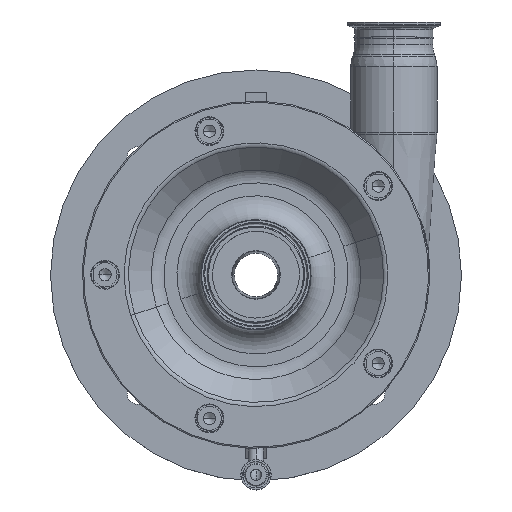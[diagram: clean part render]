
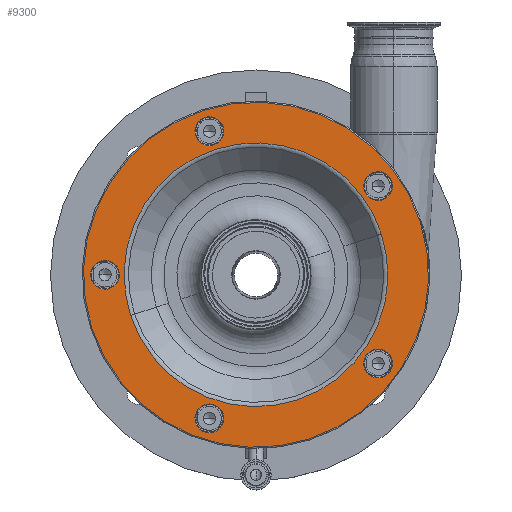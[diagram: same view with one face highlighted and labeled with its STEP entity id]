
A CAD part, top view. The second image highlights one B-rep face of the part: STEP entity #9300.
In plain terms, the highlighted planar face has unit normal (0, 0, 1).
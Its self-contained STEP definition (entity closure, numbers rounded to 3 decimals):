
#68 = AXIS2_PLACEMENT_3D ( 'NONE', #15521, #1301, #4140 ) ;
#275 = CIRCLE ( 'NONE', #5439, 12. ) ;
#420 = DIRECTION ( 'NONE',  ( 0., 0., 1. ) ) ;
#869 = CARTESIAN_POINT ( 'NONE',  ( 90.523, -77.769, 326.5 ) ) ;
#1028 = DIRECTION ( 'NONE',  ( 0., 0., 1. ) ) ;
#1050 = CARTESIAN_POINT ( 'NONE',  ( -114.587, 3.708, 326.5 ) ) ;
#1170 = ORIENTED_EDGE ( 'NONE', *, *, #9482, .F. ) ;
#1236 = EDGE_CURVE ( 'NONE', #5676, #5491, #17472, .T. ) ;
#1240 = VERTEX_POINT ( 'NONE', #16999 ) ;
#1255 = DIRECTION ( 'NONE',  ( 0., 0., -1. ) ) ;
#1301 = DIRECTION ( 'NONE',  ( 0., 0., 1. ) ) ;
#1344 = EDGE_CURVE ( 'NONE', #18595, #1240, #10281, .T. ) ;
#1407 = CIRCLE ( 'NONE', #11921, 110.071 ) ;
#1410 = DIRECTION ( 'NONE',  ( 0.951, 0.309, 0. ) ) ;
#1439 = EDGE_LOOP ( 'NONE', ( #5408, #8674 ) ) ;
#1461 = CARTESIAN_POINT ( 'NONE',  ( -137.413, -3.708, 326.5 ) ) ;
#1471 = CIRCLE ( 'NONE', #5122, 12. ) ;
#1514 = CARTESIAN_POINT ( 'NONE',  ( -44.498, 136.952, 326.5 ) ) ;
#1605 = FACE_BOUND ( 'NONE', #16546, .T. ) ;
#1729 = EDGE_CURVE ( 'NONE', #3615, #18327, #9714, .T. ) ;
#1788 = CIRCLE ( 'NONE', #18027, 144. ) ;
#1923 = ORIENTED_EDGE ( 'NONE', *, *, #7839, .F. ) ;
#2283 = VERTEX_POINT ( 'NONE', #2843 ) ;
#2767 = DIRECTION ( 'NONE',  ( -0.951, -0.309, 0. ) ) ;
#2843 = CARTESIAN_POINT ( 'NONE',  ( 104.684, 34.014, 326.5 ) ) ;
#2948 = PLANE ( 'NONE',  #14590 ) ;
#3037 = FACE_BOUND ( 'NONE', #7817, .T. ) ;
#3273 = DIRECTION ( 'NONE',  ( 0.951, 0.309, 0. ) ) ;
#3316 = VERTEX_POINT ( 'NONE', #17242 ) ;
#3400 = AXIS2_PLACEMENT_3D ( 'NONE', #12076, #420, #11976 ) ;
#3482 = DIRECTION ( 'NONE',  ( 0., 0., 1. ) ) ;
#3615 = VERTEX_POINT ( 'NONE', #11386 ) ;
#3983 = CARTESIAN_POINT ( 'NONE',  ( -27.523, 123.541, 326.5 ) ) ;
#4056 = DIRECTION ( 'NONE',  ( 0.951, 0.309, 0. ) ) ;
#4101 = CARTESIAN_POINT ( 'NONE',  ( -38.936, 119.833, 326.5 ) ) ;
#4140 = DIRECTION ( 'NONE',  ( 0.951, 0.309, 0. ) ) ;
#4186 = FACE_BOUND ( 'NONE', #8923, .T. ) ;
#4222 = EDGE_CURVE ( 'NONE', #12959, #4248, #7261, .T. ) ;
#4248 = VERTEX_POINT ( 'NONE', #18281 ) ;
#4272 = CIRCLE ( 'NONE', #8178, 12. ) ;
#4305 = AXIS2_PLACEMENT_3D ( 'NONE', #10801, #5090, #13513 ) ;
#4559 = FACE_BOUND ( 'NONE', #7696, .T. ) ;
#4671 = CARTESIAN_POINT ( 'NONE',  ( 0., 0., 326.5 ) ) ;
#4679 = ORIENTED_EDGE ( 'NONE', *, *, #10468, .F. ) ;
#4888 = AXIS2_PLACEMENT_3D ( 'NONE', #7535, #10322, #3273 ) ;
#5053 = DIRECTION ( 'NONE',  ( 0., 0., 1. ) ) ;
#5090 = DIRECTION ( 'NONE',  ( 0., 0., 1. ) ) ;
#5097 = CARTESIAN_POINT ( 'NONE',  ( 0., 0., 326.5 ) ) ;
#5114 = ORIENTED_EDGE ( 'NONE', *, *, #6372, .F. ) ;
#5122 = AXIS2_PLACEMENT_3D ( 'NONE', #8764, #11577, #1410 ) ;
#5143 = ORIENTED_EDGE ( 'NONE', *, *, #1236, .F. ) ;
#5353 = DIRECTION ( 'NONE',  ( 0., 0., 1. ) ) ;
#5408 = ORIENTED_EDGE ( 'NONE', *, *, #10068, .F. ) ;
#5439 = AXIS2_PLACEMENT_3D ( 'NONE', #13055, #5969, #10245 ) ;
#5491 = VERTEX_POINT ( 'NONE', #11164 ) ;
#5503 = DIRECTION ( 'NONE',  ( 0.951, 0.309, 0. ) ) ;
#5676 = VERTEX_POINT ( 'NONE', #869 ) ;
#5938 = CARTESIAN_POINT ( 'NONE',  ( 0., 0., 326.5 ) ) ;
#5969 = DIRECTION ( 'NONE',  ( 0., 0., 1. ) ) ;
#6057 = AXIS2_PLACEMENT_3D ( 'NONE', #4101, #5353, #6860 ) ;
#6372 = EDGE_CURVE ( 'NONE', #18327, #3615, #12965, .T. ) ;
#6633 = CARTESIAN_POINT ( 'NONE',  ( -38.936, 119.833, 326.5 ) ) ;
#6860 = DIRECTION ( 'NONE',  ( 0.951, 0.309, 0. ) ) ;
#6923 = CARTESIAN_POINT ( 'NONE',  ( 101.936, 74.061, 326.5 ) ) ;
#6993 = CARTESIAN_POINT ( 'NONE',  ( 0., 0., 326.5 ) ) ;
#7261 = CIRCLE ( 'NONE', #6057, 12. ) ;
#7535 = CARTESIAN_POINT ( 'NONE',  ( -38.936, -119.833, 326.5 ) ) ;
#7632 = VERTEX_POINT ( 'NONE', #16585 ) ;
#7696 = EDGE_LOOP ( 'NONE', ( #17577, #17706 ) ) ;
#7742 = DIRECTION ( 'NONE',  ( 0.951, 0.309, 0. ) ) ;
#7749 = VERTEX_POINT ( 'NONE', #11515 ) ;
#7817 = EDGE_LOOP ( 'NONE', ( #1170, #5143 ) ) ;
#7839 = EDGE_CURVE ( 'NONE', #4248, #12959, #4272, .T. ) ;
#8130 = DIRECTION ( 'NONE',  ( 0., 0., 1. ) ) ;
#8178 = AXIS2_PLACEMENT_3D ( 'NONE', #6633, #16461, #16274 ) ;
#8668 = EDGE_CURVE ( 'NONE', #2283, #7749, #10559, .T. ) ;
#8674 = ORIENTED_EDGE ( 'NONE', *, *, #13845, .F. ) ;
#8764 = CARTESIAN_POINT ( 'NONE',  ( 101.936, 74.061, 326.5 ) ) ;
#8923 = EDGE_LOOP ( 'NONE', ( #9455, #4679 ) ) ;
#8980 = ORIENTED_EDGE ( 'NONE', *, *, #14838, .T. ) ;
#9147 = DIRECTION ( 'NONE',  ( 0., 0., 1. ) ) ;
#9300 = ADVANCED_FACE ( 'NONE', ( #15912, #3037, #14508, #1605, #4186, #15654, #4559 ), #2948, .F. ) ;
#9455 = ORIENTED_EDGE ( 'NONE', *, *, #8668, .F. ) ;
#9482 = EDGE_CURVE ( 'NONE', #5491, #5676, #14007, .T. ) ;
#9714 = CIRCLE ( 'NONE', #3400, 12. ) ;
#10068 = EDGE_CURVE ( 'NONE', #3316, #7632, #12817, .T. ) ;
#10245 = DIRECTION ( 'NONE',  ( 0.951, 0.309, 0. ) ) ;
#10281 = CIRCLE ( 'NONE', #12090, 144. ) ;
#10322 = DIRECTION ( 'NONE',  ( 0., 0., 1. ) ) ;
#10449 = EDGE_LOOP ( 'NONE', ( #5114, #16531 ) ) ;
#10468 = EDGE_CURVE ( 'NONE', #7749, #2283, #1407, .T. ) ;
#10559 = CIRCLE ( 'NONE', #15404, 110.071 ) ;
#10670 = ORIENTED_EDGE ( 'NONE', *, *, #1344, .T. ) ;
#10801 = CARTESIAN_POINT ( 'NONE',  ( -126., 0., 326.5 ) ) ;
#11164 = CARTESIAN_POINT ( 'NONE',  ( 113.349, -70.353, 326.5 ) ) ;
#11386 = CARTESIAN_POINT ( 'NONE',  ( -50.349, -123.541, 326.5 ) ) ;
#11461 = DIRECTION ( 'NONE',  ( 0., 0., 1. ) ) ;
#11515 = CARTESIAN_POINT ( 'NONE',  ( -104.684, -34.014, 326.5 ) ) ;
#11577 = DIRECTION ( 'NONE',  ( 0., 0., 1. ) ) ;
#11921 = AXIS2_PLACEMENT_3D ( 'NONE', #6993, #1028, #4056 ) ;
#11976 = DIRECTION ( 'NONE',  ( 0.951, 0.309, 0. ) ) ;
#12076 = CARTESIAN_POINT ( 'NONE',  ( -38.936, -119.833, 326.5 ) ) ;
#12090 = AXIS2_PLACEMENT_3D ( 'NONE', #5938, #11461, #16134 ) ;
#12251 = CARTESIAN_POINT ( 'NONE',  ( 136.952, 44.498, 326.5 ) ) ;
#12644 = CARTESIAN_POINT ( 'NONE',  ( -27.523, -116.125, 326.5 ) ) ;
#12817 = CIRCLE ( 'NONE', #14339, 12. ) ;
#12959 = VERTEX_POINT ( 'NONE', #3983 ) ;
#12965 = CIRCLE ( 'NONE', #4888, 12. ) ;
#13055 = CARTESIAN_POINT ( 'NONE',  ( -126., 0., 326.5 ) ) ;
#13513 = DIRECTION ( 'NONE',  ( 0.951, 0.309, 0. ) ) ;
#13845 = EDGE_CURVE ( 'NONE', #7632, #3316, #1471, .T. ) ;
#13918 = EDGE_CURVE ( 'NONE', #14960, #16849, #275, .T. ) ;
#14007 = CIRCLE ( 'NONE', #14312, 12. ) ;
#14312 = AXIS2_PLACEMENT_3D ( 'NONE', #17684, #9147, #16943 ) ;
#14339 = AXIS2_PLACEMENT_3D ( 'NONE', #6923, #8130, #5503 ) ;
#14508 = FACE_BOUND ( 'NONE', #10449, .T. ) ;
#14590 = AXIS2_PLACEMENT_3D ( 'NONE', #1514, #1255, #2767 ) ;
#14805 = DIRECTION ( 'NONE',  ( 0.951, 0.309, 0. ) ) ;
#14838 = EDGE_CURVE ( 'NONE', #1240, #18595, #1788, .T. ) ;
#14960 = VERTEX_POINT ( 'NONE', #1050 ) ;
#15404 = AXIS2_PLACEMENT_3D ( 'NONE', #5097, #3482, #7742 ) ;
#15521 = CARTESIAN_POINT ( 'NONE',  ( 101.936, -74.061, 326.5 ) ) ;
#15654 = FACE_OUTER_BOUND ( 'NONE', #16824, .T. ) ;
#15912 = FACE_BOUND ( 'NONE', #1439, .T. ) ;
#16134 = DIRECTION ( 'NONE',  ( 0.951, 0.309, 0. ) ) ;
#16170 = ORIENTED_EDGE ( 'NONE', *, *, #4222, .F. ) ;
#16274 = DIRECTION ( 'NONE',  ( 0.951, 0.309, 0. ) ) ;
#16461 = DIRECTION ( 'NONE',  ( 0., 0., 1. ) ) ;
#16531 = ORIENTED_EDGE ( 'NONE', *, *, #1729, .F. ) ;
#16546 = EDGE_LOOP ( 'NONE', ( #16170, #1923 ) ) ;
#16585 = CARTESIAN_POINT ( 'NONE',  ( 90.523, 70.353, 326.5 ) ) ;
#16824 = EDGE_LOOP ( 'NONE', ( #10670, #8980 ) ) ;
#16849 = VERTEX_POINT ( 'NONE', #1461 ) ;
#16943 = DIRECTION ( 'NONE',  ( 0.951, 0.309, 0. ) ) ;
#16999 = CARTESIAN_POINT ( 'NONE',  ( -136.952, -44.498, 326.5 ) ) ;
#17140 = EDGE_CURVE ( 'NONE', #16849, #14960, #17150, .T. ) ;
#17150 = CIRCLE ( 'NONE', #4305, 12. ) ;
#17242 = CARTESIAN_POINT ( 'NONE',  ( 113.349, 77.769, 326.5 ) ) ;
#17472 = CIRCLE ( 'NONE', #68, 12. ) ;
#17577 = ORIENTED_EDGE ( 'NONE', *, *, #13918, .F. ) ;
#17684 = CARTESIAN_POINT ( 'NONE',  ( 101.936, -74.061, 326.5 ) ) ;
#17706 = ORIENTED_EDGE ( 'NONE', *, *, #17140, .F. ) ;
#18027 = AXIS2_PLACEMENT_3D ( 'NONE', #4671, #5053, #14805 ) ;
#18281 = CARTESIAN_POINT ( 'NONE',  ( -50.349, 116.125, 326.5 ) ) ;
#18327 = VERTEX_POINT ( 'NONE', #12644 ) ;
#18595 = VERTEX_POINT ( 'NONE', #12251 ) ;
